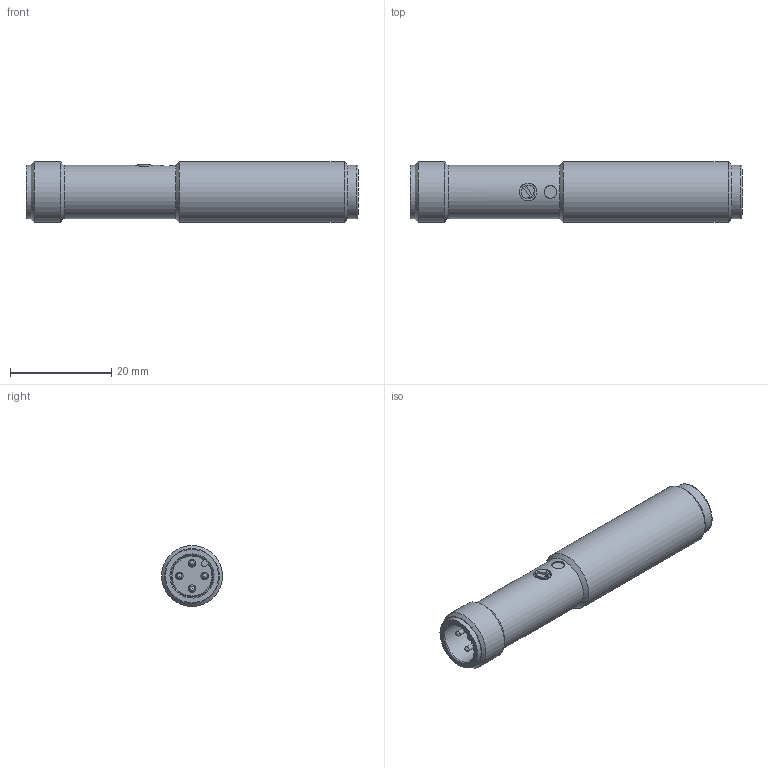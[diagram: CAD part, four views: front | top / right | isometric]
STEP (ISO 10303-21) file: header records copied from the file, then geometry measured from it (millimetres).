
FILE_DESCRIPTION (( 'STEP AP214' ), '1' );
FILE_NAME ('DME_1H_fig.STEP', '2024-07-30T09:39:45', ( '' ), ( '' ), 'SwSTEP 2.0', 'SolidWorks 2023', '' );
FILE_SCHEMA (( 'AUTOMOTIVE_DESIGN' ));
Length unit declared in the file: inch
Products named in the file (1): DME_1H_fig
Bounding box: 65.5 x 12 x 12 mm (x, y, z)
Volume: 6210.2 mm3; surface area: 2992.1 mm2
Topology: 1 solids, 2 shells, 60 faces, 143 edges, 94 vertices
Faces by surface type: plane 25, cylinder 18, cone 10, bspline 7
Full cylindrical faces by diameter (mm): 1 x4, 2.5 x2, 2.7 x1, 3 x1, 3.5 x2, 7 x1, 8.3 x1, 10.5 x2, 10.6 x1, 12 x2
Entity records: 1829 total; most frequent: CARTESIAN_POINT 701, DIRECTION 232, ORIENTED_EDGE 172, EDGE_LOOP 101, AXIS2_PLACEMENT_3D 98, EDGE_CURVE 86, FACE_OUTER_BOUND 79, VERTEX_POINT 71
